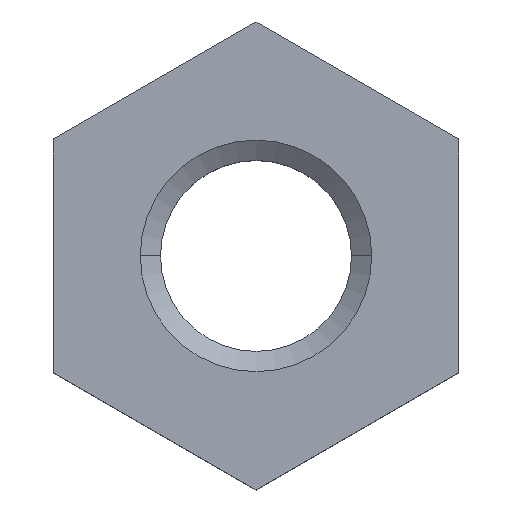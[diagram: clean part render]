
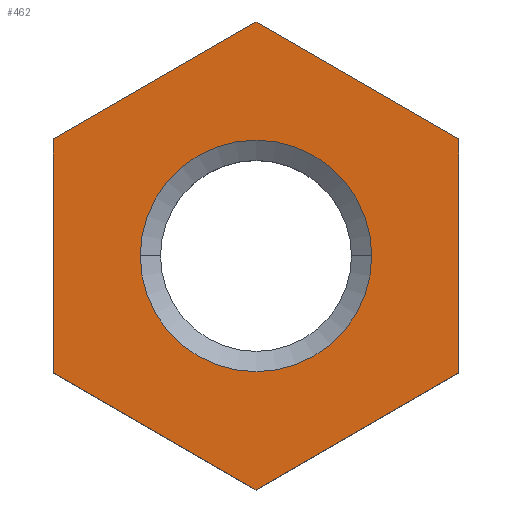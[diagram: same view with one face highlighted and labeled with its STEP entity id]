
A CAD part, top view. The second image highlights one B-rep face of the part: STEP entity #462.
In plain terms, the highlighted planar face has unit normal (0, 0, 1).
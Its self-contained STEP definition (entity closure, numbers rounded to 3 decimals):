
#9 = CARTESIAN_POINT ( 'NONE',  ( 0., 0., 0. ) ) ;
#12 = CARTESIAN_POINT ( 'NONE',  ( -3.5, 2.021, 0. ) ) ;
#15 = CARTESIAN_POINT ( 'NONE',  ( 3.5, 2.021, 0. ) ) ;
#19 = VERTEX_POINT ( 'NONE', #321 ) ;
#23 = CARTESIAN_POINT ( 'NONE',  ( 3.5, 2.021, 0. ) ) ;
#29 = DIRECTION ( 'NONE',  ( 1., 0., 0. ) ) ;
#42 = DIRECTION ( 'NONE',  ( 1., 0., 0. ) ) ;
#46 = CARTESIAN_POINT ( 'NONE',  ( -7., 0., 0. ) ) ;
#68 = CARTESIAN_POINT ( 'NONE',  ( -2., 0., 0. ) ) ;
#93 = EDGE_CURVE ( 'NONE', #512, #494, #194, .T. ) ;
#100 = CARTESIAN_POINT ( 'NONE',  ( 0., -4.041, 0. ) ) ;
#138 = DIRECTION ( 'NONE',  ( 0., -1., 0. ) ) ;
#142 = DIRECTION ( 'NONE',  ( 0., 0., 1. ) ) ;
#143 = ORIENTED_EDGE ( 'NONE', *, *, #226, .T. ) ;
#161 = VECTOR ( 'NONE', #367, 1000. ) ;
#176 = CIRCLE ( 'NONE', #249, 2. ) ;
#178 = EDGE_CURVE ( 'NONE', #480, #218, #269, .T. ) ;
#179 = DIRECTION ( 'NONE',  ( -0.866, -0.5, 0. ) ) ;
#194 = LINE ( 'NONE', #23, #334 ) ;
#218 = VERTEX_POINT ( 'NONE', #68 ) ;
#226 = EDGE_CURVE ( 'NONE', #280, #494, #514, .T. ) ;
#234 = CARTESIAN_POINT ( 'NONE',  ( 2., 0., 0. ) ) ;
#249 = AXIS2_PLACEMENT_3D ( 'NONE', #9, #270, #42 ) ;
#250 = DIRECTION ( 'NONE',  ( 0., -1., 0. ) ) ;
#251 = LINE ( 'NONE', #267, #360 ) ;
#256 = DIRECTION ( 'NONE',  ( 0., 0., 1. ) ) ;
#265 = ORIENTED_EDGE ( 'NONE', *, *, #178, .F. ) ;
#267 = CARTESIAN_POINT ( 'NONE',  ( -3.5, 2.021, 0. ) ) ;
#269 = CIRCLE ( 'NONE', #402, 2. ) ;
#270 = DIRECTION ( 'NONE',  ( 0., 0., 1. ) ) ;
#278 = LINE ( 'NONE', #346, #507 ) ;
#280 = VERTEX_POINT ( 'NONE', #370 ) ;
#289 = VECTOR ( 'NONE', #485, 1000. ) ;
#296 = ORIENTED_EDGE ( 'NONE', *, *, #391, .T. ) ;
#321 = CARTESIAN_POINT ( 'NONE',  ( 0., 4.041, 0. ) ) ;
#324 = EDGE_CURVE ( 'NONE', #19, #481, #397, .T. ) ;
#334 = VECTOR ( 'NONE', #250, 1000. ) ;
#335 = ORIENTED_EDGE ( 'NONE', *, *, #408, .F. ) ;
#346 = CARTESIAN_POINT ( 'NONE',  ( -3.5, -2.021, 0. ) ) ;
#351 = CARTESIAN_POINT ( 'NONE',  ( 3.5, -2.021, 0. ) ) ;
#360 = VECTOR ( 'NONE', #138, 1000. ) ;
#367 = DIRECTION ( 'NONE',  ( 0.866, 0.5, 0. ) ) ;
#370 = CARTESIAN_POINT ( 'NONE',  ( 0., -4.041, 0. ) ) ;
#371 = FACE_BOUND ( 'NONE', #476, .T. ) ;
#378 = DIRECTION ( 'NONE',  ( 0.866, -0.5, 0. ) ) ;
#382 = PLANE ( 'NONE',  #388 ) ;
#384 = EDGE_CURVE ( 'NONE', #481, #466, #251, .T. ) ;
#388 = AXIS2_PLACEMENT_3D ( 'NONE', #46, #142, #417 ) ;
#391 = EDGE_CURVE ( 'NONE', #466, #280, #278, .T. ) ;
#397 = LINE ( 'NONE', #407, #410 ) ;
#402 = AXIS2_PLACEMENT_3D ( 'NONE', #519, #256, #29 ) ;
#407 = CARTESIAN_POINT ( 'NONE',  ( 0., 4.041, 0. ) ) ;
#408 = EDGE_CURVE ( 'NONE', #218, #480, #176, .T. ) ;
#410 = VECTOR ( 'NONE', #179, 1000. ) ;
#417 = DIRECTION ( 'NONE',  ( 1., 0., 0. ) ) ;
#420 = CARTESIAN_POINT ( 'NONE',  ( 3.5, 2.021, 0. ) ) ;
#440 = ORIENTED_EDGE ( 'NONE', *, *, #384, .T. ) ;
#446 = ORIENTED_EDGE ( 'NONE', *, *, #505, .T. ) ;
#448 = FACE_OUTER_BOUND ( 'NONE', #492, .T. ) ;
#456 = ORIENTED_EDGE ( 'NONE', *, *, #93, .F. ) ;
#462 = ADVANCED_FACE ( 'NONE', ( #371, #448 ), #382, .T. ) ;
#466 = VERTEX_POINT ( 'NONE', #475 ) ;
#475 = CARTESIAN_POINT ( 'NONE',  ( -3.5, -2.021, 0. ) ) ;
#476 = EDGE_LOOP ( 'NONE', ( #265, #335 ) ) ;
#480 = VERTEX_POINT ( 'NONE', #234 ) ;
#481 = VERTEX_POINT ( 'NONE', #12 ) ;
#485 = DIRECTION ( 'NONE',  ( -0.866, 0.5, 0. ) ) ;
#492 = EDGE_LOOP ( 'NONE', ( #503, #440, #296, #143, #456, #446 ) ) ;
#494 = VERTEX_POINT ( 'NONE', #351 ) ;
#496 = LINE ( 'NONE', #420, #289 ) ;
#503 = ORIENTED_EDGE ( 'NONE', *, *, #324, .T. ) ;
#505 = EDGE_CURVE ( 'NONE', #512, #19, #496, .T. ) ;
#507 = VECTOR ( 'NONE', #378, 1000. ) ;
#512 = VERTEX_POINT ( 'NONE', #15 ) ;
#514 = LINE ( 'NONE', #100, #161 ) ;
#519 = CARTESIAN_POINT ( 'NONE',  ( 0., 0., 0. ) ) ;
